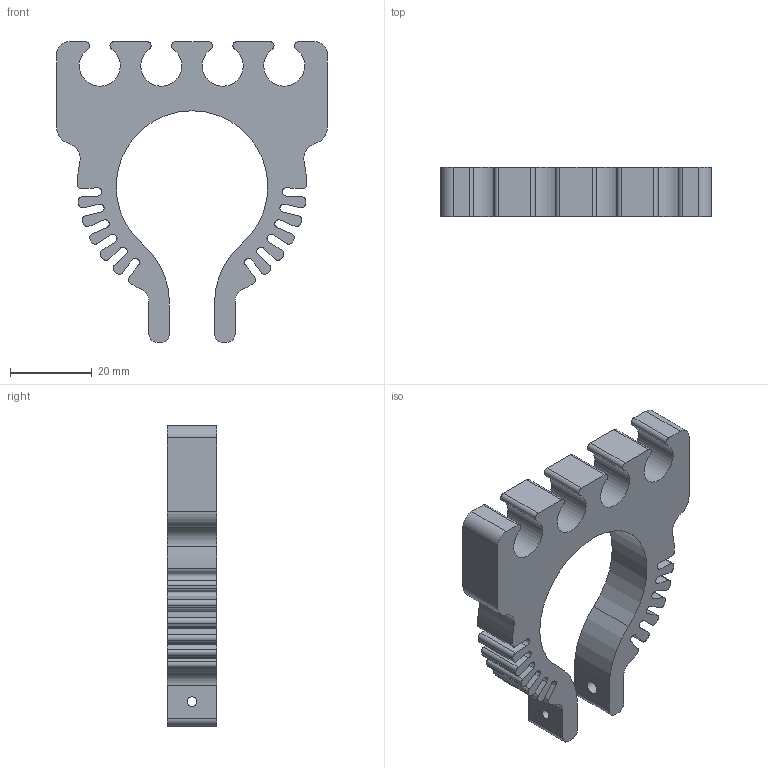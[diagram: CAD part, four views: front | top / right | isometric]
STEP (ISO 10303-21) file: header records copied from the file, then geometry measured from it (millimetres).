
FILE_DESCRIPTION(/* description */ (''),/* implementation_level */ '2;1');
FILE_NAME(/* name */ 'Cable-Holder.step',/* time_stamp */ '2021-06-08T13:30:08+07:00',/* author */ (''),/* organization */ (''),/* preprocessor_version */ 'ST-DEVELOPER v18.1',/* originating_system */ 'Autodesk Translation Framework v10.9.0.1377',/* authorisation */ '');
FILE_SCHEMA (('AUTOMOTIVE_DESIGN { 1 0 10303 214 3 1 1 }'));
Length unit declared in the file: millimetre
Products named in the file (1): Cable-Holder
Bounding box: 66 x 12 x 73.38 mm (x, y, z)
Volume: 22290.6 mm3; surface area: 10901.1 mm2
Topology: 1 solids, 1 shells, 120 faces, 351 edges, 234 vertices
Faces by surface type: cylinder 70, plane 50
Full cylindrical faces by diameter (mm): 2.3 x1, 3.3 x1, 6 x1
Entity records: 4076 total; most frequent: DIRECTION 733, CARTESIAN_POINT 706, ORIENTED_EDGE 702, EDGE_CURVE 351, AXIS2_PLACEMENT_3D 261, VERTEX_POINT 234, LINE 211, VECTOR 211
